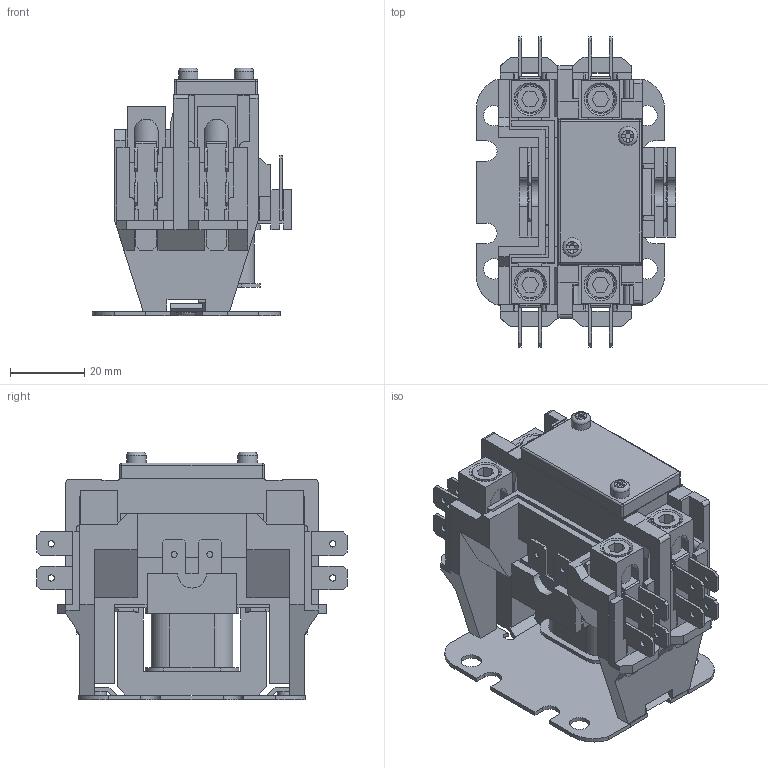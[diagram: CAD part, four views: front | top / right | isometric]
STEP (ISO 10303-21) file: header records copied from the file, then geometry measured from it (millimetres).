
FILE_DESCRIPTION(/* description */ (''),/* implementation_level */ '2;1');
FILE_NAME(/* name */ '280-D40N1NXAD.stp',/* time_stamp */ '2020-09-01T23:35:28+05:00',/* author */ ('Owner'),/* organization */ (''),/* preprocessor_version */ 'ST-DEVELOPER v18',/* originating_system */ 'Autodesk Inventor 2020',/* authorisation */ '');
FILE_SCHEMA (('AUTOMOTIVE_DESIGN { 1 0 10303 214 3 1 1 }'));
Length unit declared in the file: millimetre
Products named in the file (1): Part8
Bounding box: 53.79 x 83.6 x 66.83 mm (x, y, z)
Volume: 86445.1 mm3; surface area: 45486 mm2
Topology: 1 solids, 2 shells, 1049 faces, 3003 edges, 1970 vertices
Faces by surface type: plane 921, cylinder 116, torus 4, sphere 4, cone 4
Full cylindrical faces by diameter (mm): 1.6 x4, 1.7 x16, 2.6 x2, 3 x2, 5.2 x4, 5.5 x4, 7.1 x4
Entity records: 35250 total; most frequent: CARTESIAN_POINT 6371, ORIENTED_EDGE 6006, DIRECTION 5341, EDGE_CURVE 3003, LINE 2645, VECTOR 2645, VERTEX_POINT 1970, AXIS2_PLACEMENT_3D 1348
